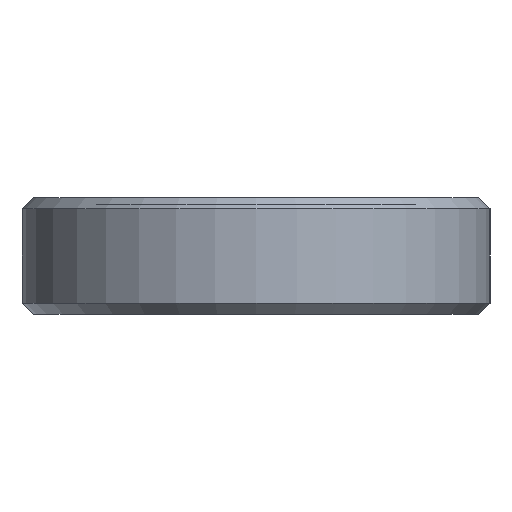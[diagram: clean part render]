
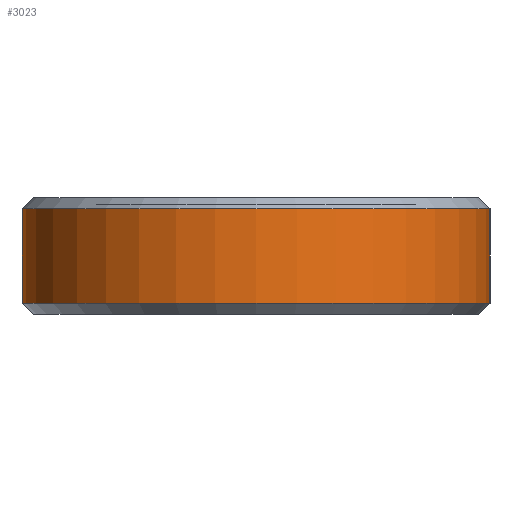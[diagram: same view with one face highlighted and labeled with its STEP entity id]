
A CAD part, left-side view. The second image highlights one B-rep face of the part: STEP entity #3023.
In plain terms, the highlighted cylindrical face has radius 6.25 mm (diameter 12.5 mm), a partial arc.
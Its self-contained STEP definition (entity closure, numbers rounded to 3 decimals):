
#45 = CONICAL_SURFACE('',#46,6.25,0.785);
#46 = AXIS2_PLACEMENT_3D('',#47,#48,#49);
#47 = CARTESIAN_POINT('',(0.,0.,0.3));
#48 = DIRECTION('',(0.,0.,1.));
#49 = DIRECTION('',(0.,1.,0.));
#1105 = VERTEX_POINT('',#1106);
#1106 = CARTESIAN_POINT('',(0.,6.25,0.3));
#1129 = VERTEX_POINT('',#1130);
#1130 = CARTESIAN_POINT('',(0.,-6.25,0.3));
#1151 = EDGE_CURVE('',#1105,#1129,#1152,.T.);
#1152 = SURFACE_CURVE('',#1153,(#1158,#1165),.PCURVE_S1.);
#1153 = CIRCLE('',#1154,6.25);
#1154 = AXIS2_PLACEMENT_3D('',#1155,#1156,#1157);
#1155 = CARTESIAN_POINT('',(0.,0.,0.3));
#1156 = DIRECTION('',(0.,-0.,1.));
#1157 = DIRECTION('',(0.,1.,0.));
#1158 = PCURVE('',#45,#1159);
#1159 = DEFINITIONAL_REPRESENTATION('',(#1160),#1164);
#1160 = LINE('',#1161,#1162);
#1161 = CARTESIAN_POINT('',(0.,0.));
#1162 = VECTOR('',#1163,1.);
#1163 = DIRECTION('',(1.,0.));
#1164 = ( GEOMETRIC_REPRESENTATION_CONTEXT(2) 
PARAMETRIC_REPRESENTATION_CONTEXT() REPRESENTATION_CONTEXT('2D SPACE',''
  ) );
#1165 = PCURVE('',#1166,#1171);
#1166 = CYLINDRICAL_SURFACE('',#1167,6.25);
#1167 = AXIS2_PLACEMENT_3D('',#1168,#1169,#1170);
#1168 = CARTESIAN_POINT('',(0.,0.,0.));
#1169 = DIRECTION('',(-0.,-0.,-1.));
#1170 = DIRECTION('',(1.,0.,0.));
#1171 = DEFINITIONAL_REPRESENTATION('',(#1172),#1176);
#1172 = LINE('',#1173,#1174);
#1173 = CARTESIAN_POINT('',(-1.571,-0.3));
#1174 = VECTOR('',#1175,1.);
#1175 = DIRECTION('',(-1.,0.));
#1176 = ( GEOMETRIC_REPRESENTATION_CONTEXT(2) 
PARAMETRIC_REPRESENTATION_CONTEXT() REPRESENTATION_CONTEXT('2D SPACE',''
  ) );
#1220 = PLANE('',#1221);
#1221 = AXIS2_PLACEMENT_3D('',#1222,#1223,#1224);
#1222 = CARTESIAN_POINT('',(0.,6.25,0.));
#1223 = DIRECTION('',(0.,1.,0.));
#1224 = DIRECTION('',(1.,0.,0.));
#1274 = PLANE('',#1275);
#1275 = AXIS2_PLACEMENT_3D('',#1276,#1277,#1278);
#1276 = CARTESIAN_POINT('',(0.,-6.25,0.));
#1277 = DIRECTION('',(0.,1.,0.));
#1278 = DIRECTION('',(1.,0.,0.));
#3023 = ADVANCED_FACE('',(#3024),#1166,.T.);
#3024 = FACE_BOUND('',#3025,.F.);
#3025 = EDGE_LOOP('',(#3026,#3049,#3078,#3099));
#3026 = ORIENTED_EDGE('',*,*,#3027,.T.);
#3027 = EDGE_CURVE('',#1105,#3028,#3030,.T.);
#3028 = VERTEX_POINT('',#3029);
#3029 = CARTESIAN_POINT('',(0.,6.25,2.825));
#3030 = SURFACE_CURVE('',#3031,(#3035,#3042),.PCURVE_S1.);
#3031 = LINE('',#3032,#3033);
#3032 = CARTESIAN_POINT('',(0.,6.25,0.));
#3033 = VECTOR('',#3034,1.);
#3034 = DIRECTION('',(0.,0.,1.));
#3035 = PCURVE('',#1166,#3036);
#3036 = DEFINITIONAL_REPRESENTATION('',(#3037),#3041);
#3037 = LINE('',#3038,#3039);
#3038 = CARTESIAN_POINT('',(-1.571,0.));
#3039 = VECTOR('',#3040,1.);
#3040 = DIRECTION('',(-0.,-1.));
#3041 = ( GEOMETRIC_REPRESENTATION_CONTEXT(2) 
PARAMETRIC_REPRESENTATION_CONTEXT() REPRESENTATION_CONTEXT('2D SPACE',''
  ) );
#3042 = PCURVE('',#1220,#3043);
#3043 = DEFINITIONAL_REPRESENTATION('',(#3044),#3048);
#3044 = LINE('',#3045,#3046);
#3045 = CARTESIAN_POINT('',(0.,0.));
#3046 = VECTOR('',#3047,1.);
#3047 = DIRECTION('',(0.,-1.));
#3048 = ( GEOMETRIC_REPRESENTATION_CONTEXT(2) 
PARAMETRIC_REPRESENTATION_CONTEXT() REPRESENTATION_CONTEXT('2D SPACE',''
  ) );
#3049 = ORIENTED_EDGE('',*,*,#3050,.T.);
#3050 = EDGE_CURVE('',#3028,#3051,#3053,.T.);
#3051 = VERTEX_POINT('',#3052);
#3052 = CARTESIAN_POINT('',(0.,-6.25,2.825));
#3053 = SURFACE_CURVE('',#3054,(#3059,#3066),.PCURVE_S1.);
#3054 = CIRCLE('',#3055,6.25);
#3055 = AXIS2_PLACEMENT_3D('',#3056,#3057,#3058);
#3056 = CARTESIAN_POINT('',(0.,0.,2.825));
#3057 = DIRECTION('',(0.,-0.,1.));
#3058 = DIRECTION('',(0.,1.,0.));
#3059 = PCURVE('',#1166,#3060);
#3060 = DEFINITIONAL_REPRESENTATION('',(#3061),#3065);
#3061 = LINE('',#3062,#3063);
#3062 = CARTESIAN_POINT('',(-1.571,-2.825));
#3063 = VECTOR('',#3064,1.);
#3064 = DIRECTION('',(-1.,0.));
#3065 = ( GEOMETRIC_REPRESENTATION_CONTEXT(2) 
PARAMETRIC_REPRESENTATION_CONTEXT() REPRESENTATION_CONTEXT('2D SPACE',''
  ) );
#3066 = PCURVE('',#3067,#3072);
#3067 = CONICAL_SURFACE('',#3068,6.25,0.785);
#3068 = AXIS2_PLACEMENT_3D('',#3069,#3070,#3071);
#3069 = CARTESIAN_POINT('',(0.,0.,2.825));
#3070 = DIRECTION('',(-0.,-0.,-1.));
#3071 = DIRECTION('',(0.,1.,0.));
#3072 = DEFINITIONAL_REPRESENTATION('',(#3073),#3077);
#3073 = LINE('',#3074,#3075);
#3074 = CARTESIAN_POINT('',(-0.,-0.));
#3075 = VECTOR('',#3076,1.);
#3076 = DIRECTION('',(-1.,-0.));
#3077 = ( GEOMETRIC_REPRESENTATION_CONTEXT(2) 
PARAMETRIC_REPRESENTATION_CONTEXT() REPRESENTATION_CONTEXT('2D SPACE',''
  ) );
#3078 = ORIENTED_EDGE('',*,*,#3079,.F.);
#3079 = EDGE_CURVE('',#1129,#3051,#3080,.T.);
#3080 = SURFACE_CURVE('',#3081,(#3085,#3092),.PCURVE_S1.);
#3081 = LINE('',#3082,#3083);
#3082 = CARTESIAN_POINT('',(0.,-6.25,0.));
#3083 = VECTOR('',#3084,1.);
#3084 = DIRECTION('',(0.,0.,1.));
#3085 = PCURVE('',#1166,#3086);
#3086 = DEFINITIONAL_REPRESENTATION('',(#3087),#3091);
#3087 = LINE('',#3088,#3089);
#3088 = CARTESIAN_POINT('',(-4.712,0.));
#3089 = VECTOR('',#3090,1.);
#3090 = DIRECTION('',(-0.,-1.));
#3091 = ( GEOMETRIC_REPRESENTATION_CONTEXT(2) 
PARAMETRIC_REPRESENTATION_CONTEXT() REPRESENTATION_CONTEXT('2D SPACE',''
  ) );
#3092 = PCURVE('',#1274,#3093);
#3093 = DEFINITIONAL_REPRESENTATION('',(#3094),#3098);
#3094 = LINE('',#3095,#3096);
#3095 = CARTESIAN_POINT('',(0.,0.));
#3096 = VECTOR('',#3097,1.);
#3097 = DIRECTION('',(0.,-1.));
#3098 = ( GEOMETRIC_REPRESENTATION_CONTEXT(2) 
PARAMETRIC_REPRESENTATION_CONTEXT() REPRESENTATION_CONTEXT('2D SPACE',''
  ) );
#3099 = ORIENTED_EDGE('',*,*,#1151,.F.);
